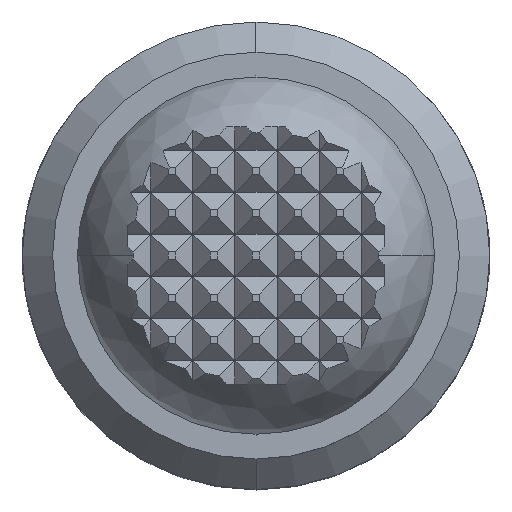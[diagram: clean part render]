
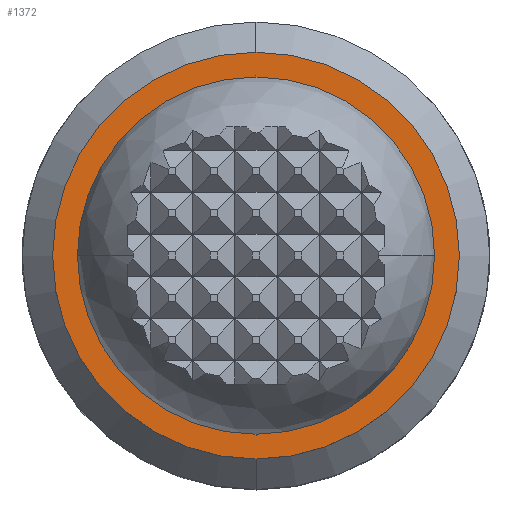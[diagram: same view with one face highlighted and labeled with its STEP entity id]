
A CAD part, top view. The second image highlights one B-rep face of the part: STEP entity #1372.
In plain terms, the highlighted planar face has unit normal (0, 0, 1).
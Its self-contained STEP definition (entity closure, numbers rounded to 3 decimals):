
#1372=ADVANCED_FACE('',(#3500,#3501),#3502,.T.);
#1412=EDGE_CURVE('',#2034,#1750,#3545,.T.);
#1750=VERTEX_POINT('',#3923);
#1878=VERTEX_POINT('',#4064);
#1958=EDGE_CURVE('',#2126,#1878,#4153,.T.);
#2034=VERTEX_POINT('',#4235);
#2126=VERTEX_POINT('',#4336);
#2140=EDGE_CURVE('',#1878,#2126,#4350,.T.);
#2972=EDGE_CURVE('',#1750,#2034,#5289,.T.);
#3500=FACE_BOUND('',#5957,.T.);
#3501=FACE_OUTER_BOUND('',#5958,.T.);
#3502=PLANE('',#5959);
#3545=CIRCLE('',#6031,7.64);
#3923=CARTESIAN_POINT('',(0.,7.64,14.8));
#4064=CARTESIAN_POINT('',(0.,8.7,14.8));
#4153=CIRCLE('',#6914,8.7);
#4235=CARTESIAN_POINT('',(0.,-7.64,14.8));
#4336=CARTESIAN_POINT('',(0.,-8.7,14.8));
#4350=CIRCLE('',#7212,8.7);
#5289=CIRCLE('',#8525,7.64);
#5957=EDGE_LOOP('',(#9229,#9230));
#5958=EDGE_LOOP('',(#9231,#9232));
#5959=AXIS2_PLACEMENT_3D('',#9233,#9234,#9235);
#6031=AXIS2_PLACEMENT_3D('',#9272,#9273,#9274);
#6914=AXIS2_PLACEMENT_3D('',#10003,#10004,#10005);
#7212=AXIS2_PLACEMENT_3D('',#10193,#10194,#10195);
#8525=AXIS2_PLACEMENT_3D('',#11330,#11331,#11332);
#9229=ORIENTED_EDGE('',*,*,#2972,.T.);
#9230=ORIENTED_EDGE('',*,*,#1412,.T.);
#9231=ORIENTED_EDGE('',*,*,#1958,.F.);
#9232=ORIENTED_EDGE('',*,*,#2140,.F.);
#9233=CARTESIAN_POINT('',(0.,-4.35,14.8));
#9234=DIRECTION('',(0.0,0.0,1.0));
#9235=DIRECTION('',(0.,-1.0,0.0));
#9272=CARTESIAN_POINT('',(0.,0.,14.8));
#9273=DIRECTION('',(0.0,0.0,-1.0));
#9274=DIRECTION('',(0.0,1.0,0.0));
#10003=CARTESIAN_POINT('',(0.,0.0,14.8));
#10004=DIRECTION('',(0.0,0.0,-1.0));
#10005=DIRECTION('',(0.,-1.0,0.0));
#10193=CARTESIAN_POINT('',(0.,0.0,14.8));
#10194=DIRECTION('',(0.0,0.0,-1.0));
#10195=DIRECTION('',(0.,-1.0,0.0));
#11330=CARTESIAN_POINT('',(0.,0.,14.8));
#11331=DIRECTION('',(0.0,0.0,-1.0));
#11332=DIRECTION('',(0.0,1.0,0.0));
